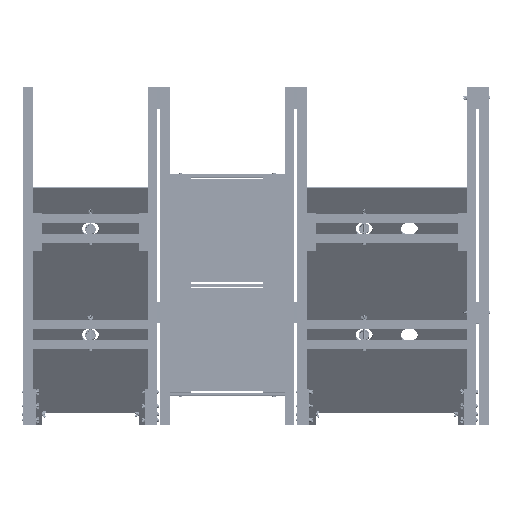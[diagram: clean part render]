
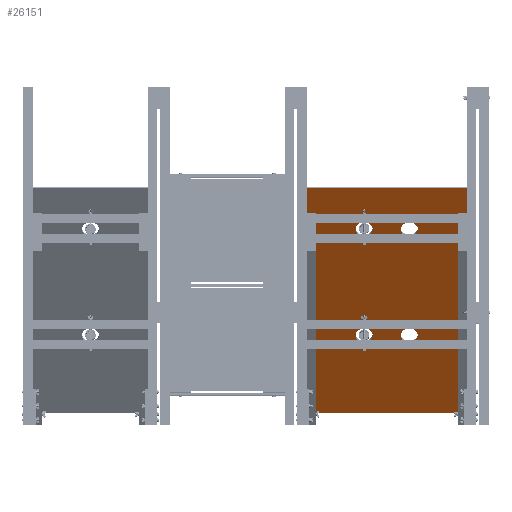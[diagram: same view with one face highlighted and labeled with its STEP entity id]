
A CAD part, front view. The second image highlights one B-rep face of the part: STEP entity #26151.
In plain terms, the highlighted face is planar.
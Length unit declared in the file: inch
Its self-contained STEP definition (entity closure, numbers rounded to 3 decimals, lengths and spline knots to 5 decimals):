
#411 = ORIENTED_EDGE ( 'NONE', *, *, #17975, .T. ) ;
#658 = DIRECTION ( 'NONE',  ( 1., 0., 0. ) ) ;
#1217 = CARTESIAN_POINT ( 'NONE',  ( 8.625, 6.8125, 0. ) ) ;
#1325 = AXIS2_PLACEMENT_3D ( 'NONE', #24101, #15033, #6541 ) ;
#1451 = EDGE_CURVE ( 'NONE', #26064, #14149, #2266, .T. ) ;
#1963 = DIRECTION ( 'NONE',  ( 1., 0., 0. ) ) ;
#2266 = LINE ( 'NONE', #12992, #6265 ) ;
#2800 = VERTEX_POINT ( 'NONE', #1217 ) ;
#2880 = EDGE_CURVE ( 'NONE', #26064, #26947, #25973, .T. ) ;
#3725 = FACE_BOUND ( 'NONE', #21566, .T. ) ;
#3964 = CARTESIAN_POINT ( 'NONE',  ( 0., -13.9375, 0. ) ) ;
#3999 = EDGE_CURVE ( 'NONE', #22699, #11560, #16697, .T. ) ;
#4454 = CARTESIAN_POINT ( 'NONE',  ( 5.875, -13.9375, 0. ) ) ;
#4924 = EDGE_CURVE ( 'NONE', #17490, #6227, #25591, .T. ) ;
#5020 = AXIS2_PLACEMENT_3D ( 'NONE', #9957, #28088, #23402 ) ;
#5384 = CARTESIAN_POINT ( 'NONE',  ( 7.25, -13.9375, 0. ) ) ;
#5934 = CARTESIAN_POINT ( 'NONE',  ( 16.5, 0., 0. ) ) ;
#6149 = DIRECTION ( 'NONE',  ( 0., 0., 1. ) ) ;
#6172 = EDGE_CURVE ( 'NONE', #2800, #12725, #7901, .T. ) ;
#6220 = ORIENTED_EDGE ( 'NONE', *, *, #1451, .F. ) ;
#6227 = VERTEX_POINT ( 'NONE', #12687 ) ;
#6265 = VECTOR ( 'NONE', #26583, 39.37008 ) ;
#6357 = DIRECTION ( 'NONE',  ( -1., 0., 0. ) ) ;
#6378 = DIRECTION ( 'NONE',  ( 0., 0., 1. ) ) ;
#6541 = DIRECTION ( 'NONE',  ( 1., 0., 0. ) ) ;
#6676 = CIRCLE ( 'NONE', #26752, 1.375 ) ;
#6861 = ORIENTED_EDGE ( 'NONE', *, *, #3999, .T. ) ;
#7279 = CARTESIAN_POINT ( 'NONE',  ( 0., 6.8125, 0. ) ) ;
#7460 = EDGE_LOOP ( 'NONE', ( #26018, #10244 ) ) ;
#7901 = CIRCLE ( 'NONE', #14913, 1.375 ) ;
#8221 = VECTOR ( 'NONE', #14862, 39.37008 ) ;
#8272 = CARTESIAN_POINT ( 'NONE',  ( 0., 0., 0. ) ) ;
#8550 = LINE ( 'NONE', #24351, #14507 ) ;
#8590 = EDGE_CURVE ( 'NONE', #16479, #23391, #26998, .T. ) ;
#9374 = CARTESIAN_POINT ( 'NONE',  ( 16.5, -21.9375, 0. ) ) ;
#9957 = CARTESIAN_POINT ( 'NONE',  ( 7.25, -13.9375, 0. ) ) ;
#10244 = ORIENTED_EDGE ( 'NONE', *, *, #4924, .T. ) ;
#10748 = EDGE_CURVE ( 'NONE', #12725, #2800, #28463, .T. ) ;
#11147 = DIRECTION ( 'NONE',  ( 1., 0., 0. ) ) ;
#11560 = VERTEX_POINT ( 'NONE', #28127 ) ;
#11827 = ORIENTED_EDGE ( 'NONE', *, *, #10748, .T. ) ;
#11898 = AXIS2_PLACEMENT_3D ( 'NONE', #8272, #26108, #6357 ) ;
#12051 = DIRECTION ( 'NONE',  ( 0., -1., 0. ) ) ;
#12248 = CARTESIAN_POINT ( 'NONE',  ( 0., 6.8125, 0. ) ) ;
#12662 = FACE_BOUND ( 'NONE', #17383, .T. ) ;
#12687 = CARTESIAN_POINT ( 'NONE',  ( 1.375, 6.8125, 0. ) ) ;
#12725 = VERTEX_POINT ( 'NONE', #24310 ) ;
#12916 = DIRECTION ( 'NONE',  ( 1., 0., 0. ) ) ;
#12992 = CARTESIAN_POINT ( 'NONE',  ( -9.25, 21.9375, 0. ) ) ;
#13224 = DIRECTION ( 'NONE',  ( 1., 0., 0. ) ) ;
#13493 = ORIENTED_EDGE ( 'NONE', *, *, #18920, .T. ) ;
#13541 = EDGE_LOOP ( 'NONE', ( #24785, #11827 ) ) ;
#14006 = EDGE_CURVE ( 'NONE', #26090, #26947, #8550, .T. ) ;
#14149 = VERTEX_POINT ( 'NONE', #16241 ) ;
#14232 = CARTESIAN_POINT ( 'NONE',  ( -9.25, -21.9375, 0. ) ) ;
#14507 = VECTOR ( 'NONE', #13224, 39.37008 ) ;
#14570 = EDGE_CURVE ( 'NONE', #6227, #17490, #20144, .T. ) ;
#14862 = DIRECTION ( 'NONE',  ( 0., -1., 0. ) ) ;
#14913 = AXIS2_PLACEMENT_3D ( 'NONE', #26426, #6378, #1963 ) ;
#14997 = FACE_OUTER_BOUND ( 'NONE', #16167, .T. ) ;
#15033 = DIRECTION ( 'NONE',  ( 0., 0., 1. ) ) ;
#15840 = DIRECTION ( 'NONE',  ( 0., 0., 1. ) ) ;
#15943 = AXIS2_PLACEMENT_3D ( 'NONE', #7279, #20747, #658 ) ;
#16167 = EDGE_LOOP ( 'NONE', ( #6220, #23504, #25589, #18513 ) ) ;
#16181 = CARTESIAN_POINT ( 'NONE',  ( 8.625, -13.9375, 0. ) ) ;
#16241 = CARTESIAN_POINT ( 'NONE',  ( -9.25, 21.9375, 0. ) ) ;
#16290 = LINE ( 'NONE', #14232, #17852 ) ;
#16479 = VERTEX_POINT ( 'NONE', #16181 ) ;
#16697 = CIRCLE ( 'NONE', #19510, 1.375 ) ;
#17383 = EDGE_LOOP ( 'NONE', ( #6861, #13493 ) ) ;
#17490 = VERTEX_POINT ( 'NONE', #18692 ) ;
#17665 = AXIS2_PLACEMENT_3D ( 'NONE', #12248, #18966, #27886 ) ;
#17852 = VECTOR ( 'NONE', #12051, 39.37008 ) ;
#17975 = EDGE_CURVE ( 'NONE', #23391, #16479, #20178, .T. ) ;
#18513 = ORIENTED_EDGE ( 'NONE', *, *, #20034, .F. ) ;
#18692 = CARTESIAN_POINT ( 'NONE',  ( -1.375, 6.8125, 0. ) ) ;
#18920 = EDGE_CURVE ( 'NONE', #11560, #22699, #6676, .T. ) ;
#18966 = DIRECTION ( 'NONE',  ( 0., 0., 1. ) ) ;
#19510 = AXIS2_PLACEMENT_3D ( 'NONE', #3964, #6149, #11147 ) ;
#19675 = PLANE ( 'NONE',  #11898 ) ;
#20034 = EDGE_CURVE ( 'NONE', #14149, #26090, #16290, .T. ) ;
#20144 = CIRCLE ( 'NONE', #15943, 1.375 ) ;
#20178 = CIRCLE ( 'NONE', #23901, 1.375 ) ;
#20721 = CARTESIAN_POINT ( 'NONE',  ( 16.5, 21.9375, 0. ) ) ;
#20747 = DIRECTION ( 'NONE',  ( 0., 0., 1. ) ) ;
#21394 = DIRECTION ( 'NONE',  ( 0., 0., 1. ) ) ;
#21566 = EDGE_LOOP ( 'NONE', ( #23294, #411 ) ) ;
#22699 = VERTEX_POINT ( 'NONE', #27513 ) ;
#23294 = ORIENTED_EDGE ( 'NONE', *, *, #8590, .T. ) ;
#23391 = VERTEX_POINT ( 'NONE', #4454 ) ;
#23402 = DIRECTION ( 'NONE',  ( 1., 0., 0. ) ) ;
#23504 = ORIENTED_EDGE ( 'NONE', *, *, #2880, .T. ) ;
#23901 = AXIS2_PLACEMENT_3D ( 'NONE', #5384, #15840, #25565 ) ;
#24101 = CARTESIAN_POINT ( 'NONE',  ( 7.25, 6.8125, 0. ) ) ;
#24310 = CARTESIAN_POINT ( 'NONE',  ( 5.875, 6.8125, 0. ) ) ;
#24351 = CARTESIAN_POINT ( 'NONE',  ( -9.25, -21.9375, 0. ) ) ;
#24785 = ORIENTED_EDGE ( 'NONE', *, *, #6172, .T. ) ;
#25565 = DIRECTION ( 'NONE',  ( 1., 0., 0. ) ) ;
#25589 = ORIENTED_EDGE ( 'NONE', *, *, #14006, .F. ) ;
#25591 = CIRCLE ( 'NONE', #17665, 1.375 ) ;
#25818 = FACE_BOUND ( 'NONE', #13541, .T. ) ;
#25973 = LINE ( 'NONE', #5934, #8221 ) ;
#26018 = ORIENTED_EDGE ( 'NONE', *, *, #14570, .T. ) ;
#26064 = VERTEX_POINT ( 'NONE', #20721 ) ;
#26090 = VERTEX_POINT ( 'NONE', #27298 ) ;
#26108 = DIRECTION ( 'NONE',  ( 0., 0., -1. ) ) ;
#26151 = ADVANCED_FACE ( 'NONE', ( #25818, #3725, #28309, #12662, #14997 ), #19675, .T. ) ;
#26426 = CARTESIAN_POINT ( 'NONE',  ( 7.25, 6.8125, 0. ) ) ;
#26583 = DIRECTION ( 'NONE',  ( -1., 0., 0. ) ) ;
#26752 = AXIS2_PLACEMENT_3D ( 'NONE', #28256, #21394, #12916 ) ;
#26947 = VERTEX_POINT ( 'NONE', #9374 ) ;
#26998 = CIRCLE ( 'NONE', #5020, 1.375 ) ;
#27298 = CARTESIAN_POINT ( 'NONE',  ( -9.25, -21.9375, 0. ) ) ;
#27513 = CARTESIAN_POINT ( 'NONE',  ( 1.375, -13.9375, 0. ) ) ;
#27886 = DIRECTION ( 'NONE',  ( 1., 0., 0. ) ) ;
#28088 = DIRECTION ( 'NONE',  ( 0., 0., 1. ) ) ;
#28127 = CARTESIAN_POINT ( 'NONE',  ( -1.375, -13.9375, 0. ) ) ;
#28256 = CARTESIAN_POINT ( 'NONE',  ( 0., -13.9375, 0. ) ) ;
#28309 = FACE_BOUND ( 'NONE', #7460, .T. ) ;
#28463 = CIRCLE ( 'NONE', #1325, 1.375 ) ;
